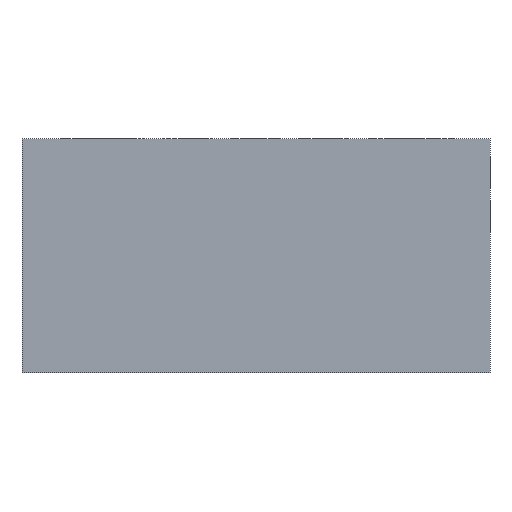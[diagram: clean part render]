
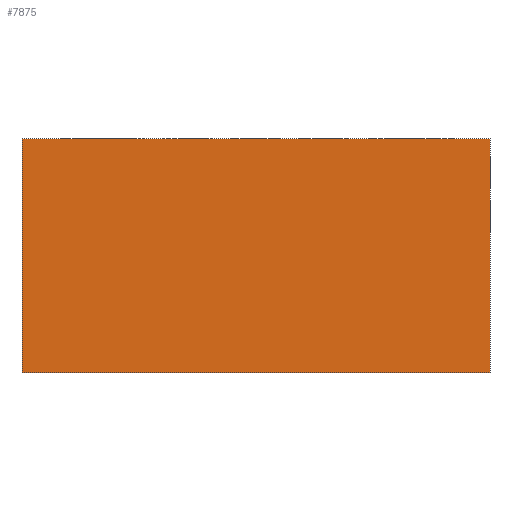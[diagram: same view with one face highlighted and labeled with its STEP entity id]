
A CAD part, front view. The second image highlights one B-rep face of the part: STEP entity #7875.
In plain terms, the highlighted planar face has unit normal (0, -1, 0).
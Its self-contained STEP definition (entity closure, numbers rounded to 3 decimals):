
#908=FACE_OUTER_BOUND('',#1350,.T.);
#1350=EDGE_LOOP('',(#6851,#6852,#6853,#6854));
#1755=LINE('',#10913,#2537);
#2150=LINE('',#13289,#2932);
#2155=LINE('',#13298,#2937);
#2156=LINE('',#13299,#2938);
#2537=VECTOR('',#8983,10.);
#2932=VECTOR('',#9988,10.);
#2937=VECTOR('',#9999,10.);
#2938=VECTOR('',#10000,10.);
#3201=VERTEX_POINT('',#10906);
#3204=VERTEX_POINT('',#10911);
#3679=VERTEX_POINT('',#13286);
#3680=VERTEX_POINT('',#13288);
#4078=EDGE_CURVE('',#3201,#3204,#1755,.T.);
#4750=EDGE_CURVE('',#3679,#3680,#2150,.T.);
#4755=EDGE_CURVE('',#3679,#3201,#2155,.T.);
#4756=EDGE_CURVE('',#3680,#3204,#2156,.T.);
#6851=ORIENTED_EDGE('',*,*,#4755,.T.);
#6852=ORIENTED_EDGE('',*,*,#4078,.T.);
#6853=ORIENTED_EDGE('',*,*,#4756,.F.);
#6854=ORIENTED_EDGE('',*,*,#4750,.F.);
#7163=PLANE('',#8332);
#7875=ADVANCED_FACE('',(#908),#7163,.T.);
#8332=AXIS2_PLACEMENT_3D('',#13297,#9997,#9998);
#8983=DIRECTION('',(0.,0.,1.));
#9988=DIRECTION('',(0.,0.,1.));
#9997=DIRECTION('center_axis',(0.,-1.,0.));
#9998=DIRECTION('ref_axis',(1.,0.,0.));
#9999=DIRECTION('',(1.,0.,0.));
#10000=DIRECTION('',(1.,0.,0.));
#10906=CARTESIAN_POINT('',(76.2,0.,0.));
#10911=CARTESIAN_POINT('',(76.2,0.,38.1));
#10913=CARTESIAN_POINT('',(76.2,0.,0.));
#13286=CARTESIAN_POINT('',(0.,0.,0.));
#13288=CARTESIAN_POINT('',(0.,0.,38.1));
#13289=CARTESIAN_POINT('',(0.,0.,0.));
#13297=CARTESIAN_POINT('Origin',(0.,0.,0.));
#13298=CARTESIAN_POINT('',(0.,0.,0.));
#13299=CARTESIAN_POINT('',(0.,0.,38.1));
